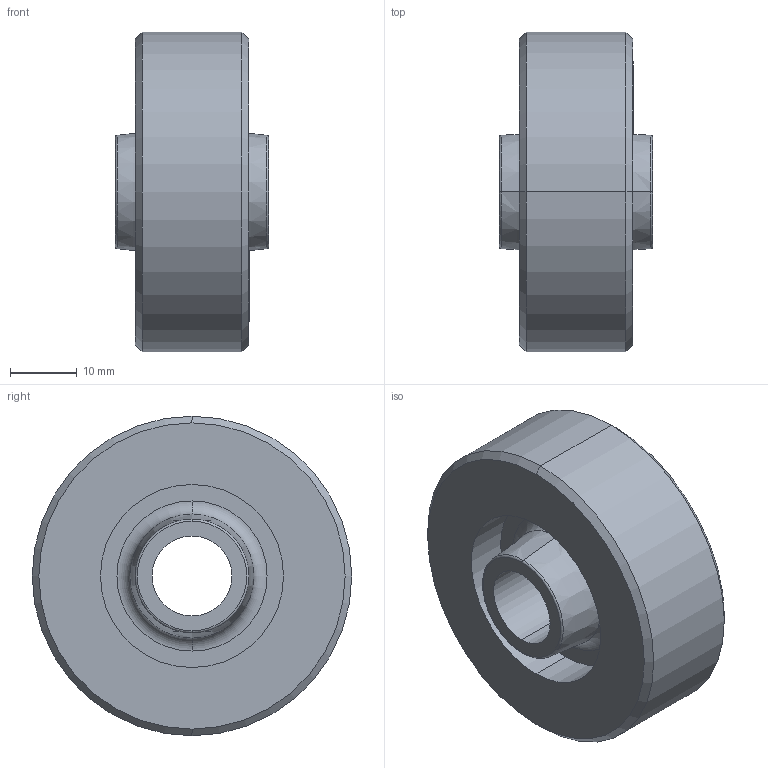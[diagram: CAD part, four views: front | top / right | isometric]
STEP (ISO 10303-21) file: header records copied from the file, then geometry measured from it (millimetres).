
FILE_DESCRIPTION (( 'STEP AP214' ), '1' );
FILE_NAME ('0026632_2400-48_Rolle.step', '2017-11-16T10:59:28', ( '' ), ( '' ), 'SwSTEP 2.0', 'SolidWorks 2016', '' );
FILE_SCHEMA (( 'AUTOMOTIVE_DESIGN' ));
Length unit declared in the file: millimetre
Products named in the file (1): 0026632_2400-48_Rolle
Bounding box: 23 x 48 x 48 mm (x, y, z)
Volume: 25376 mm3; surface area: 15492.1 mm2
Topology: 2 solids, 2 shells, 198 faces, 501 edges, 330 vertices
Faces by surface type: plane 117, bspline 45, cylinder 20, cone 8, torus 8
Entity records: 10412 total; most frequent: CARTESIAN_POINT 3651, ORIENTED_EDGE 1002, DIRECTION 787, EDGE_CURVE 501, LINE 343, VECTOR 343, VERTEX_POINT 330, EDGE_LOOP 225
